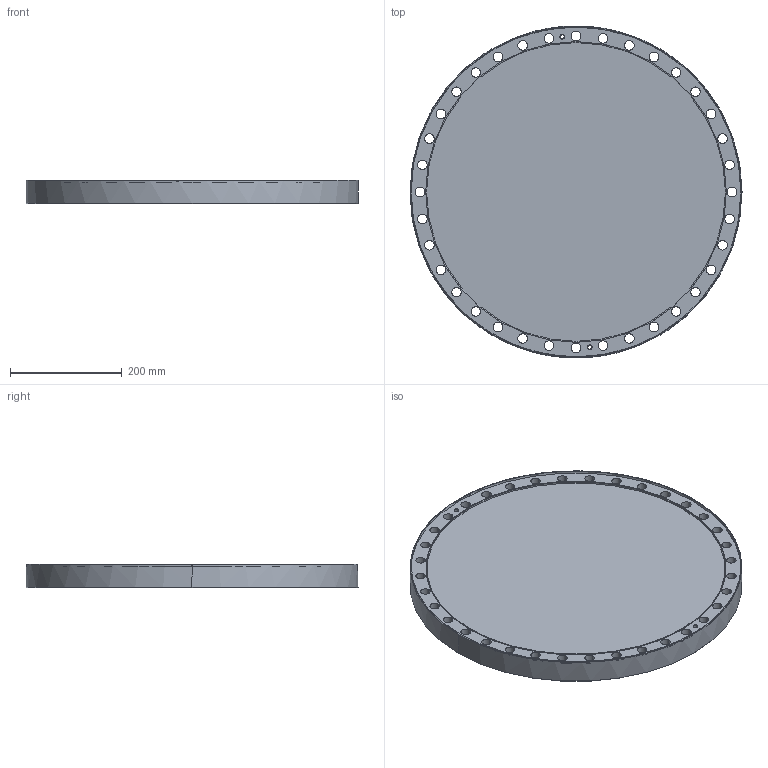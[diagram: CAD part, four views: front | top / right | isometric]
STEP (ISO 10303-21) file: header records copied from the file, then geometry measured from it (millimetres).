
FILE_DESCRIPTION (( 'STEP AP214' ), '1' );
FILE_NAME ('620FBF500.step', '2017-07-10T05:54:27', ( 'install' ), ( '' ), 'SwSTEP 2.0', 'SolidWorks 2015', '' );
FILE_SCHEMA (( 'AUTOMOTIVE_DESIGN' ));
Length unit declared in the file: millimetre
Products named in the file (1): 620FBF500
Bounding box: 595 x 595 x 43 mm (x, y, z)
Volume: 10008441.4 mm3; surface area: 708152.2 mm2
Topology: 1 solids, 1 shells, 112 faces, 310 edges, 201 vertices
Faces by surface type: cylinder 84, cone 15, plane 11, torus 2
Entity records: 3905 total; most frequent: DIRECTION 725, CARTESIAN_POINT 636, ORIENTED_EDGE 620, EDGE_CURVE 310, AXIS2_PLACEMENT_3D 306, VERTEX_POINT 201, CIRCLE 193, EDGE_LOOP 189
